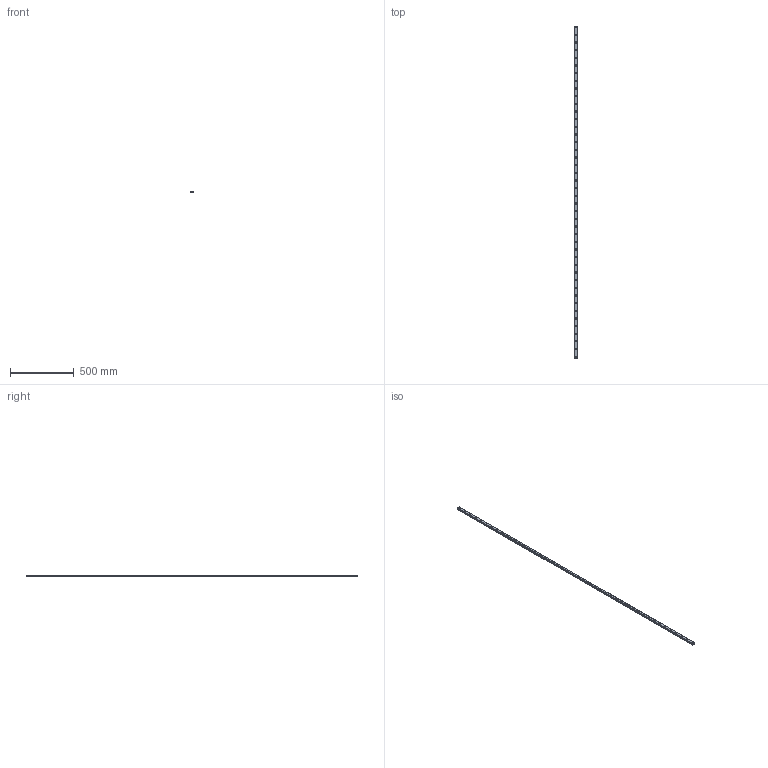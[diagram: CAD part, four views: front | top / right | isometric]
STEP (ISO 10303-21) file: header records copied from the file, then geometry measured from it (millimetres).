
FILE_DESCRIPTION(('STEP AP214'),'1');
FILE_NAME('cctmp_0FA2F892-2321-4FD9-AA2D-20466D495830_2021_02_03_14_10_13_0780..stp','2021-02-03T13:10:14',('HIWIN GmbH'),('CADClick - www.CADClick.com'),'Spatial InterOp 3D',' ','unknown authorization');
FILE_SCHEMA(('AUTOMOTIVE_DESIGN'));
Length unit declared in the file: millimetre
Products named in the file (1): EGR20R2600C_FILE
Bounding box: 20 x 2600 x 15.5 mm (x, y, z)
Volume: 697234.9 mm3; surface area: 208257.1 mm2
Topology: 1 solids, 1 shells, 631 faces, 1435 edges, 898 vertices
Faces by surface type: plane 349, cylinder 282
Entity records: 22893 total; most frequent: DIRECTION 3439, CARTESIAN_POINT 2965, ORIENTED_EDGE 2870, EDGE_CURVE 1435, AXIS2_PLACEMENT_3D 1372, VERTEX_POINT 898, EDGE_LOOP 723, LINE 695
